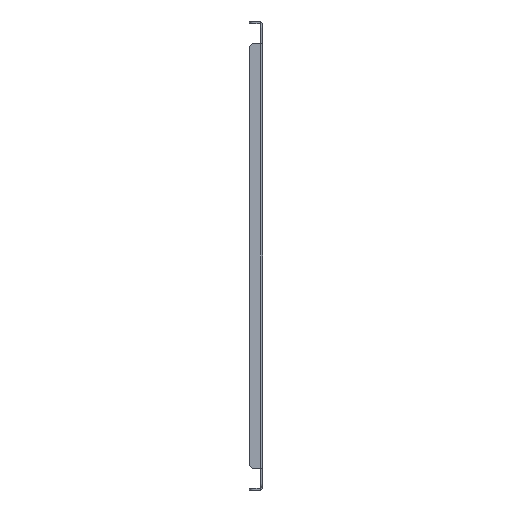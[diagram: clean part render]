
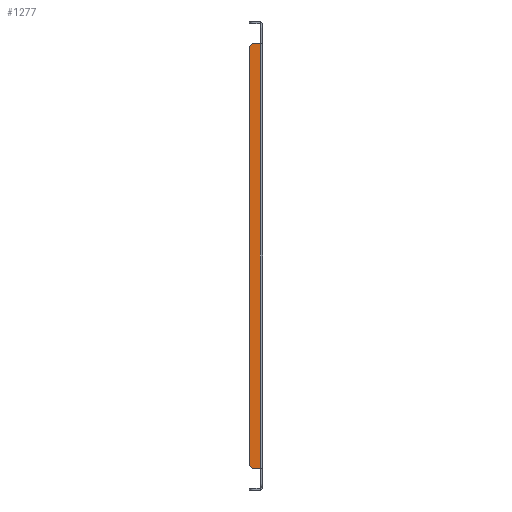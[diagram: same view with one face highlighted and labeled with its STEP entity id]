
A CAD part, left-side view. The second image highlights one B-rep face of the part: STEP entity #1277.
In plain terms, the highlighted planar face has unit normal (-1, 0, 0).
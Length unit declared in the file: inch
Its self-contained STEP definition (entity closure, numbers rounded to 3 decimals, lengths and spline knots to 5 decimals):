
#21 = DIRECTION ( 'NONE',  ( 0., 1., 0. ) ) ;
#33 = VECTOR ( 'NONE', #1205, 39.37008 ) ;
#45 = EDGE_CURVE ( 'NONE', #1817, #2027, #1397, .T. ) ;
#87 = LINE ( 'NONE', #1218, #1931 ) ;
#248 = VERTEX_POINT ( 'NONE', #1258 ) ;
#280 = VERTEX_POINT ( 'NONE', #1400 ) ;
#281 = DIRECTION ( 'NONE',  ( 0., 1., 0. ) ) ;
#287 = AXIS2_PLACEMENT_3D ( 'NONE', #1792, #1622, #1478 ) ;
#335 = CARTESIAN_POINT ( 'NONE',  ( -16.5, 0.5, -12.24842 ) ) ;
#373 = ORIENTED_EDGE ( 'NONE', *, *, #45, .T. ) ;
#440 = EDGE_CURVE ( 'NONE', #1817, #1615, #585, .T. ) ;
#478 = CARTESIAN_POINT ( 'NONE',  ( -16.5, 0.75, 13.375 ) ) ;
#585 = CIRCLE ( 'NONE', #287, 0.25 ) ;
#638 = DIRECTION ( 'NONE',  ( 0., 0., 1. ) ) ;
#675 = ORIENTED_EDGE ( 'NONE', *, *, #1046, .F. ) ;
#727 = CIRCLE ( 'NONE', #1008, 0.25 ) ;
#736 = DIRECTION ( 'NONE',  ( 1., 0., 0. ) ) ;
#741 = ORIENTED_EDGE ( 'NONE', *, *, #1350, .F. ) ;
#743 = FACE_OUTER_BOUND ( 'NONE', #850, .T. ) ;
#747 = CARTESIAN_POINT ( 'NONE',  ( -16.5, 0.75, 11.99842 ) ) ;
#752 = CARTESIAN_POINT ( 'NONE',  ( -16.5, 0.75, -11.99842 ) ) ;
#811 = CARTESIAN_POINT ( 'NONE',  ( -16.5, 0.09379, 13.375 ) ) ;
#850 = EDGE_LOOP ( 'NONE', ( #1253, #373, #741, #1958, #675, #1075 ) ) ;
#957 = DIRECTION ( 'NONE',  ( 0., 0., -1. ) ) ;
#974 = CARTESIAN_POINT ( 'NONE',  ( -16.5, 0.125, 12.24842 ) ) ;
#978 = PLANE ( 'NONE',  #1673 ) ;
#995 = VERTEX_POINT ( 'NONE', #747 ) ;
#1006 = CARTESIAN_POINT ( 'NONE',  ( -16.5, 0.125, -12.24842 ) ) ;
#1008 = AXIS2_PLACEMENT_3D ( 'NONE', #1369, #736, #1841 ) ;
#1032 = EDGE_CURVE ( 'NONE', #248, #280, #87, .T. ) ;
#1046 = EDGE_CURVE ( 'NONE', #995, #280, #727, .T. ) ;
#1075 = ORIENTED_EDGE ( 'NONE', *, *, #1766, .F. ) ;
#1087 = VECTOR ( 'NONE', #957, 39.37008 ) ;
#1184 = LINE ( 'NONE', #974, #1087 ) ;
#1205 = DIRECTION ( 'NONE',  ( 0., -1., 0. ) ) ;
#1218 = CARTESIAN_POINT ( 'NONE',  ( -16.5, 0.125, 12.24842 ) ) ;
#1253 = ORIENTED_EDGE ( 'NONE', *, *, #440, .F. ) ;
#1258 = CARTESIAN_POINT ( 'NONE',  ( -16.5, 0.125, 12.24842 ) ) ;
#1277 = ADVANCED_FACE ( 'NONE', ( #743 ), #978, .F. ) ;
#1350 = EDGE_CURVE ( 'NONE', #248, #2027, #1184, .T. ) ;
#1369 = CARTESIAN_POINT ( 'NONE',  ( -16.5, 0.5, 11.99842 ) ) ;
#1397 = LINE ( 'NONE', #1669, #33 ) ;
#1400 = CARTESIAN_POINT ( 'NONE',  ( -16.5, 0.5, 12.24842 ) ) ;
#1478 = DIRECTION ( 'NONE',  ( 0., 0., 1. ) ) ;
#1615 = VERTEX_POINT ( 'NONE', #752 ) ;
#1622 = DIRECTION ( 'NONE',  ( 1., 0., 0. ) ) ;
#1669 = CARTESIAN_POINT ( 'NONE',  ( -16.5, 0.125, -12.24842 ) ) ;
#1673 = AXIS2_PLACEMENT_3D ( 'NONE', #811, #1910, #21 ) ;
#1698 = VECTOR ( 'NONE', #638, 39.37008 ) ;
#1751 = LINE ( 'NONE', #478, #1698 ) ;
#1766 = EDGE_CURVE ( 'NONE', #1615, #995, #1751, .T. ) ;
#1792 = CARTESIAN_POINT ( 'NONE',  ( -16.5, 0.5, -11.99842 ) ) ;
#1817 = VERTEX_POINT ( 'NONE', #335 ) ;
#1841 = DIRECTION ( 'NONE',  ( 0., 0., 1. ) ) ;
#1910 = DIRECTION ( 'NONE',  ( 1., 0., 0. ) ) ;
#1931 = VECTOR ( 'NONE', #281, 39.37008 ) ;
#1958 = ORIENTED_EDGE ( 'NONE', *, *, #1032, .T. ) ;
#2027 = VERTEX_POINT ( 'NONE', #1006 ) ;
